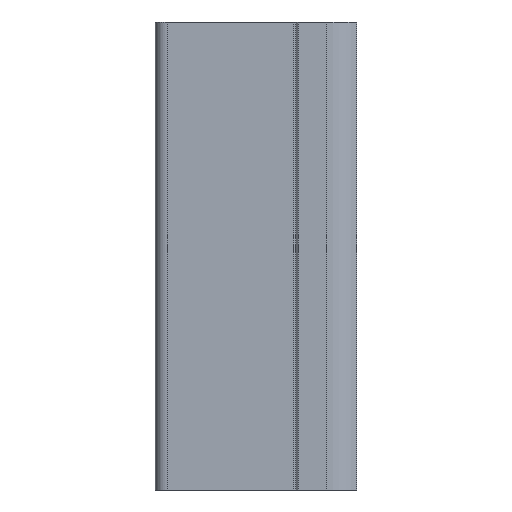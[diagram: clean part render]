
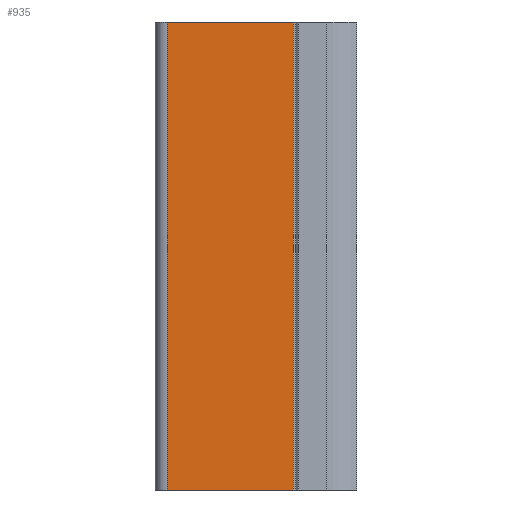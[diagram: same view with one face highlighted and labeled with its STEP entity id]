
A CAD part, left-side view. The second image highlights one B-rep face of the part: STEP entity #935.
In plain terms, the highlighted planar face has unit normal (-1, 0, 0).
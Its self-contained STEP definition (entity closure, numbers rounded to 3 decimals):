
#877=CARTESIAN_POINT('',(0.0,13.5,-100.0));
#878=VERTEX_POINT('',#877);
#886=CARTESIAN_POINT('',(0.0,13.5,0.0));
#887=VERTEX_POINT('',#886);
#888=CARTESIAN_POINT('',(0.0,13.5,-100.0));
#889=DIRECTION('',(0.0,0.0,1.0));
#890=VECTOR('',#889,100.0);
#891=LINE('',#888,#890);
#892=EDGE_CURVE('',#878,#887,#891,.T.);
#905=CARTESIAN_POINT('',(0.0,13.5,-100.0));
#906=DIRECTION('',(-1.0,0.0,0.0));
#907=DIRECTION('',(0.0,-1.0,0.0));
#908=AXIS2_PLACEMENT_3D('',#905,#906,#907);
#909=PLANE('',#908);
#910=CARTESIAN_POINT('',(0.0,-13.5,-100.0));
#911=VERTEX_POINT('',#910);
#912=CARTESIAN_POINT('',(0.0,13.5,-100.0));
#913=DIRECTION('',(0.0,-1.0,0.0));
#914=VECTOR('',#913,26.999);
#915=LINE('',#912,#914);
#916=EDGE_CURVE('',#878,#911,#915,.T.);
#917=ORIENTED_EDGE('',*,*,#916,.T.);
#918=CARTESIAN_POINT('',(0.0,-13.5,0.0));
#919=VERTEX_POINT('',#918);
#920=CARTESIAN_POINT('',(0.0,-13.5,-100.0));
#921=DIRECTION('',(0.0,0.0,1.0));
#922=VECTOR('',#921,100.0);
#923=LINE('',#920,#922);
#924=EDGE_CURVE('',#911,#919,#923,.T.);
#925=ORIENTED_EDGE('',*,*,#924,.T.);
#926=CARTESIAN_POINT('',(0.0,13.5,0.0));
#927=DIRECTION('',(0.0,-1.0,0.0));
#928=VECTOR('',#927,26.999);
#929=LINE('',#926,#928);
#930=EDGE_CURVE('',#887,#919,#929,.T.);
#931=ORIENTED_EDGE('',*,*,#930,.F.);
#932=ORIENTED_EDGE('',*,*,#892,.F.);
#933=EDGE_LOOP('',(#917,#925,#931,#932));
#934=FACE_OUTER_BOUND('',#933,.T.);
#935=ADVANCED_FACE('',(#934),#909,.T.);
